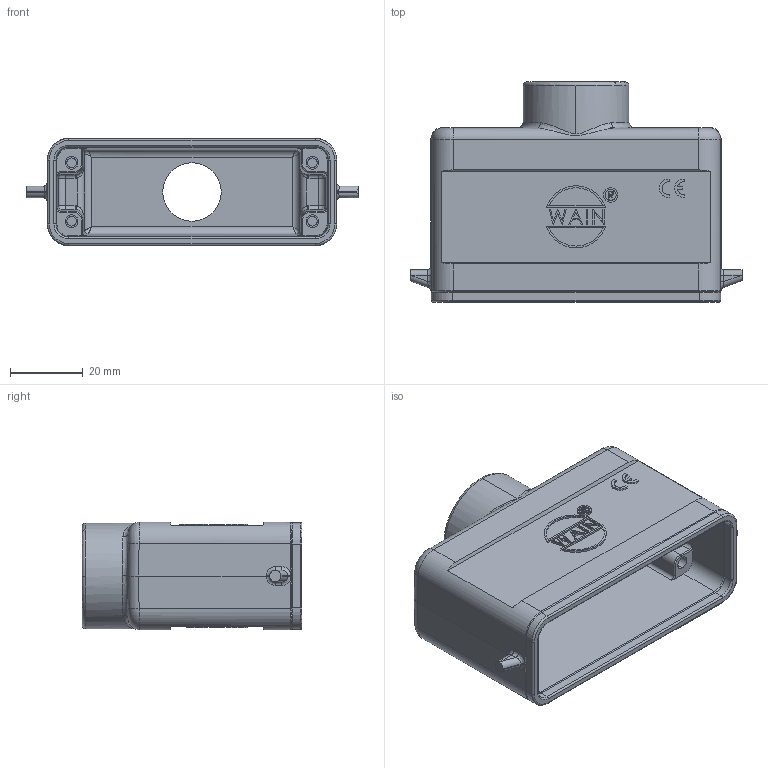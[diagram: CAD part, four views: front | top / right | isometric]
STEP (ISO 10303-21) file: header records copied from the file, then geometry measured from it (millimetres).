
FILE_DESCRIPTION(/* description */ (''),/* implementation_level */ '2;1');
FILE_NAME(/* name */ '3D_1100164101002_H16A-TE-2B-M20_V1.1.stp',/* time_stamp */ '2024-01-29T10:40:14+08:00',/* author */ (''),/* organization */ (''),/* preprocessor_version */ 'ST-DEVELOPER v18.1',/* originating_system */ 'SIEMENS PLM Software NX 1980',/* authorisation */ '');
FILE_SCHEMA (('AUTOMOTIVE_DESIGN { 1 0 10303 214 3 1 1 1 }'));
Length unit declared in the file: millimetre
Products named in the file (1): 3D_1100164101002_H16A-TE-2B-M20_V1.0_stp
Bounding box: 91 x 60.3 x 29.5 mm (x, y, z)
Volume: 37753.5 mm3; surface area: 26247.5 mm2
Topology: 1 solids, 1 shells, 464 faces, 1124 edges, 705 vertices
Faces by surface type: plane 227, cylinder 160, torus 46, bspline 19, extrusion 6, cone 4, sphere 2
Entity records: 15672 total; most frequent: CARTESIAN_POINT 5327, ORIENTED_EDGE 2246, DIRECTION 1934, EDGE_CURVE 1123, VERTEX_POINT 705, VECTOR 670, LINE 664, AXIS2_PLACEMENT_3D 632
